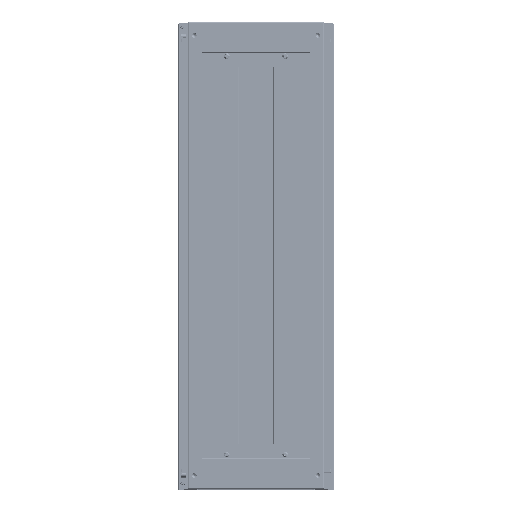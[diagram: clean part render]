
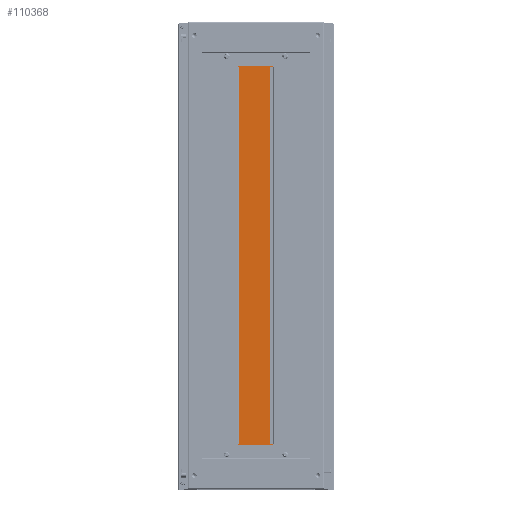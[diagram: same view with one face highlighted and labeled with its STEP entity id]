
A CAD part, top view. The second image highlights one B-rep face of the part: STEP entity #110368.
In plain terms, the highlighted face is planar.
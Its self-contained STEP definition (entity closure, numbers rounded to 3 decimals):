
#10711 = EDGE_CURVE ( 'NONE', #25385, #25382, #111614, .T. ) ;
#10715 = EDGE_CURVE ( 'NONE', #25382, #25392, #111637, .T. ) ;
#10718 = EDGE_CURVE ( 'NONE', #25390, #25387, #111640, .T. ) ;
#10720 = EDGE_CURVE ( 'NONE', #25394, #25390, #111644, .T. ) ;
#10721 = EDGE_CURVE ( 'NONE', #25394, #25393, #111647, .T. ) ;
#10724 = EDGE_CURVE ( 'NONE', #25387, #25385, #111651, .T. ) ;
#10726 = EDGE_CURVE ( 'NONE', #25392, #25377, #111654, .T. ) ;
#10728 = EDGE_CURVE ( 'NONE', #25393, #25377, #111658, .T. ) ;
#20333 = ORIENTED_EDGE ( 'NONE', *, *, #10728, .F. ) ;
#20334 = ORIENTED_EDGE ( 'NONE', *, *, #10726, .T. ) ;
#20335 = ORIENTED_EDGE ( 'NONE', *, *, #10715, .T. ) ;
#20336 = ORIENTED_EDGE ( 'NONE', *, *, #10711, .T. ) ;
#20337 = ORIENTED_EDGE ( 'NONE', *, *, #10724, .T. ) ;
#20338 = ORIENTED_EDGE ( 'NONE', *, *, #10718, .T. ) ;
#20339 = ORIENTED_EDGE ( 'NONE', *, *, #10720, .T. ) ;
#20340 = ORIENTED_EDGE ( 'NONE', *, *, #10721, .F. ) ;
#25377 = VERTEX_POINT ( 'NONE', #113648 ) ;
#25382 = VERTEX_POINT ( 'NONE', #113656 ) ;
#25385 = VERTEX_POINT ( 'NONE', #113661 ) ;
#25387 = VERTEX_POINT ( 'NONE', #113664 ) ;
#25390 = VERTEX_POINT ( 'NONE', #113669 ) ;
#25392 = VERTEX_POINT ( 'NONE', #113672 ) ;
#25393 = VERTEX_POINT ( 'NONE', #113674 ) ;
#25394 = VERTEX_POINT ( 'NONE', #113675 ) ;
#36331 = EDGE_LOOP ( 'NONE', ( #20340, #20339, #20338, #20337, #20336, #20335, #20334, #20333 ) ) ;
#47633 = CARTESIAN_POINT ( 'NONE',  ( -500., -49., 1.5 ) ) ;
#47642 = PLANE ( 'NONE',  #71957 ) ;
#47652 = DIRECTION ( 'NONE',  ( 0., 0., 1. ) ) ;
#47654 = DIRECTION ( 'NONE',  ( 1., 0., 0. ) ) ;
#50822 = FACE_OUTER_BOUND ( 'NONE', #36331, .T. ) ;
#71957 = AXIS2_PLACEMENT_3D ( 'NONE', #47633, #47652, #47654 ) ;
#91794 = CARTESIAN_POINT ( 'NONE',  ( -500., 49., 1.5 ) ) ;
#91799 = DIRECTION ( 'NONE',  ( -1., 0., 0. ) ) ;
#91802 = CARTESIAN_POINT ( 'NONE',  ( -500., 49., 1.5 ) ) ;
#91803 = DIRECTION ( 'NONE',  ( 0., -1., 0. ) ) ;
#91804 = CARTESIAN_POINT ( 'NONE',  ( -500., -49., 1.5 ) ) ;
#91805 = DIRECTION ( 'NONE',  ( 1., 0., 0. ) ) ;
#91806 = CARTESIAN_POINT ( 'NONE',  ( 485., -48., 1.5 ) ) ;
#91807 = DIRECTION ( 'NONE',  ( 0., -1., 0. ) ) ;
#91808 = CARTESIAN_POINT ( 'NONE',  ( 485., -47.99, 1.5 ) ) ;
#91809 = DIRECTION ( 'NONE',  ( -1., 0., 0. ) ) ;
#91810 = CARTESIAN_POINT ( 'NONE',  ( 500., 49., 1.5 ) ) ;
#91811 = DIRECTION ( 'NONE',  ( 0., 1., 0. ) ) ;
#91812 = CARTESIAN_POINT ( 'NONE',  ( -500., -49., 1.5 ) ) ;
#91813 = DIRECTION ( 'NONE',  ( 1., 0., 0. ) ) ;
#91814 = CARTESIAN_POINT ( 'NONE',  ( -485., -48., 1.5 ) ) ;
#91815 = DIRECTION ( 'NONE',  ( 0., -1., 0. ) ) ;
#110368 = ADVANCED_FACE ( 'NONE', ( #50822 ), #47642, .T. ) ;
#111614 = LINE ( 'NONE', #91794, #111630 ) ;
#111630 = VECTOR ( 'NONE', #91799, 1000. ) ;
#111637 = LINE ( 'NONE', #91802, #111638 ) ;
#111638 = VECTOR ( 'NONE', #91803, 1000. ) ;
#111640 = LINE ( 'NONE', #91804, #111642 ) ;
#111642 = VECTOR ( 'NONE', #91805, 1000. ) ;
#111644 = LINE ( 'NONE', #91806, #111645 ) ;
#111645 = VECTOR ( 'NONE', #91807, 1000. ) ;
#111647 = LINE ( 'NONE', #91808, #111649 ) ;
#111649 = VECTOR ( 'NONE', #91809, 1000. ) ;
#111651 = LINE ( 'NONE', #91810, #111652 ) ;
#111652 = VECTOR ( 'NONE', #91811, 1000. ) ;
#111654 = LINE ( 'NONE', #91812, #111656 ) ;
#111656 = VECTOR ( 'NONE', #91813, 1000. ) ;
#111658 = LINE ( 'NONE', #91814, #111659 ) ;
#111659 = VECTOR ( 'NONE', #91815, 1000. ) ;
#113648 = CARTESIAN_POINT ( 'NONE',  ( -485., -49., 1.5 ) ) ;
#113656 = CARTESIAN_POINT ( 'NONE',  ( -500., 49., 1.5 ) ) ;
#113661 = CARTESIAN_POINT ( 'NONE',  ( 500., 49., 1.5 ) ) ;
#113664 = CARTESIAN_POINT ( 'NONE',  ( 500., -49., 1.5 ) ) ;
#113669 = CARTESIAN_POINT ( 'NONE',  ( 485., -49., 1.5 ) ) ;
#113672 = CARTESIAN_POINT ( 'NONE',  ( -500., -49., 1.5 ) ) ;
#113674 = CARTESIAN_POINT ( 'NONE',  ( -485., -47.99, 1.5 ) ) ;
#113675 = CARTESIAN_POINT ( 'NONE',  ( 485., -47.99, 1.5 ) ) ;
